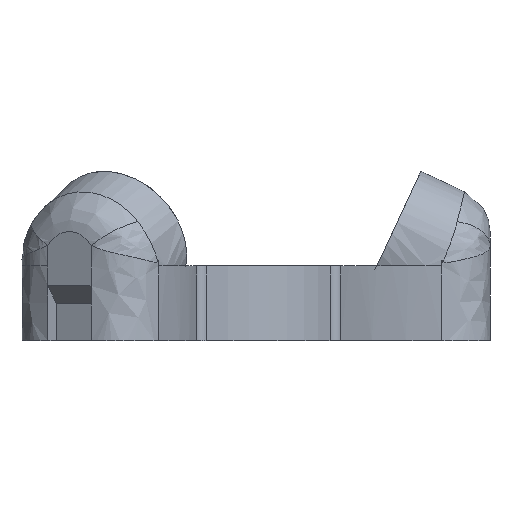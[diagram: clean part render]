
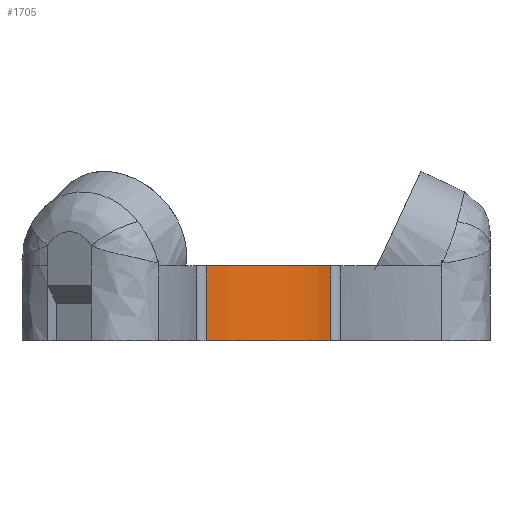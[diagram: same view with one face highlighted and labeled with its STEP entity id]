
A CAD part, left-side view. The second image highlights one B-rep face of the part: STEP entity #1705.
In plain terms, the highlighted free-form (B-spline) face has degree [3, 1] with [7, 2] control points.
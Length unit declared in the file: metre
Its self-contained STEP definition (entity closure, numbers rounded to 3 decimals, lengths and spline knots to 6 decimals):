
#156=LINE('',#3059,#241);
#157=LINE('',#3063,#242);
#241=VECTOR('',#2043,1.);
#242=VECTOR('',#2046,1.);
#609=ORIENTED_EDGE('',*,*,#1106,.T.);
#610=ORIENTED_EDGE('',*,*,#1107,.T.);
#611=ORIENTED_EDGE('',*,*,#1108,.F.);
#612=ORIENTED_EDGE('',*,*,#1031,.F.);
#1031=EDGE_CURVE('',#1307,#1308,#1432,.F.);
#1106=EDGE_CURVE('',#1307,#1356,#156,.T.);
#1107=EDGE_CURVE('',#1356,#1357,#1451,.F.);
#1108=EDGE_CURVE('',#1308,#1357,#157,.T.);
#1307=VERTEX_POINT('',#2596);
#1308=VERTEX_POINT('',#2598);
#1356=VERTEX_POINT('',#3060);
#1357=VERTEX_POINT('',#3062);
#1432=CIRCLE('',#1804,0.015634);
#1451=CIRCLE('',#1840,0.015634);
#1500=EDGE_LOOP('',(#609,#610,#611,#612));
#1591=FACE_BOUND('',#1500,.T.);
#1662=(
BOUNDED_SURFACE()
B_SPLINE_SURFACE(3,1,((#3045,#3046),(#3047,#3048),(#3049,#3050),(#3051,
#3052),(#3053,#3054),(#3055,#3056),(#3057,#3058)),.CYLINDRICAL_SURF.,.F.,
 .F.,.F.)
B_SPLINE_SURFACE_WITH_KNOTS((4,3,4),(2,2),(0.494094,0.5,0.686205),
(0.045455,0.954545),.PIECEWISE_BEZIER_KNOTS.)
GEOMETRIC_REPRESENTATION_ITEM()
RATIONAL_B_SPLINE_SURFACE(((0.977,0.977),(0.984,
0.984),(0.992,0.992),(1.,1.),(0.752,
0.752),(0.596,0.596),(0.533,
0.533)))
REPRESENTATION_ITEM('')
SURFACE()
);
#1705=ADVANCED_FACE('',(#1591),#1662,.T.);
#1804=AXIS2_PLACEMENT_3D('',#2597,#1944,#1945);
#1840=AXIS2_PLACEMENT_3D('',#3061,#2044,#2045);
#1944=DIRECTION('',(0.,0.,1.));
#1945=DIRECTION('',(1.,0.,0.));
#2043=DIRECTION('',(0.,0.,1.));
#2044=DIRECTION('',(0.,0.,1.));
#2045=DIRECTION('',(1.,0.,0.));
#2046=DIRECTION('',(0.,0.,1.));
#2596=CARTESIAN_POINT('',(-0.007491,-0.024833,0.07));
#2597=CARTESIAN_POINT('',(0.,-0.01111,0.07));
#2598=CARTESIAN_POINT('',(-0.01563,-0.010737,0.07));
#3045=CARTESIAN_POINT('',(-0.01563,-0.010737,0.07));
#3046=CARTESIAN_POINT('',(-0.01563,-0.010737,0.0785));
#3047=CARTESIAN_POINT('',(-0.015633,-0.010862,0.07));
#3048=CARTESIAN_POINT('',(-0.015633,-0.010862,0.0785));
#3049=CARTESIAN_POINT('',(-0.015634,-0.010986,0.07));
#3050=CARTESIAN_POINT('',(-0.015634,-0.010986,0.0785));
#3051=CARTESIAN_POINT('',(-0.015634,-0.01111,0.07));
#3052=CARTESIAN_POINT('',(-0.015634,-0.01111,0.0785));
#3053=CARTESIAN_POINT('',(-0.015634,-0.016274,0.07));
#3054=CARTESIAN_POINT('',(-0.015634,-0.016274,0.0785));
#3055=CARTESIAN_POINT('',(-0.013209,-0.021712,0.07));
#3056=CARTESIAN_POINT('',(-0.013209,-0.021712,0.0785));
#3057=CARTESIAN_POINT('',(-0.007491,-0.024833,0.07));
#3058=CARTESIAN_POINT('',(-0.007491,-0.024833,0.0785));
#3059=CARTESIAN_POINT('',(-0.007491,-0.024833,0.0685));
#3060=CARTESIAN_POINT('',(-0.007491,-0.024833,0.0785));
#3061=CARTESIAN_POINT('',(0.,-0.01111,0.0785));
#3062=CARTESIAN_POINT('',(-0.01563,-0.010737,0.0785));
#3063=CARTESIAN_POINT('',(-0.01563,-0.010737,0.0685));
